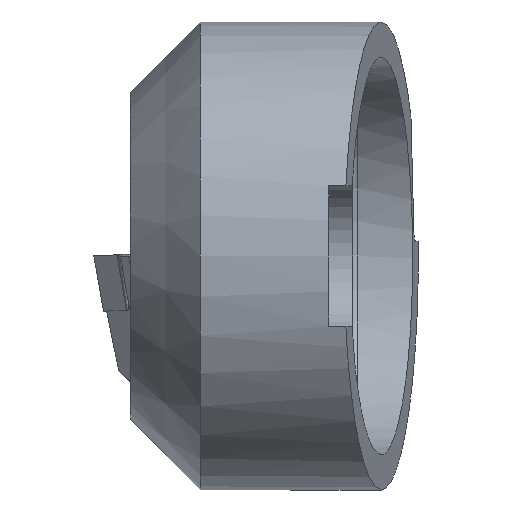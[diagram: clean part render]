
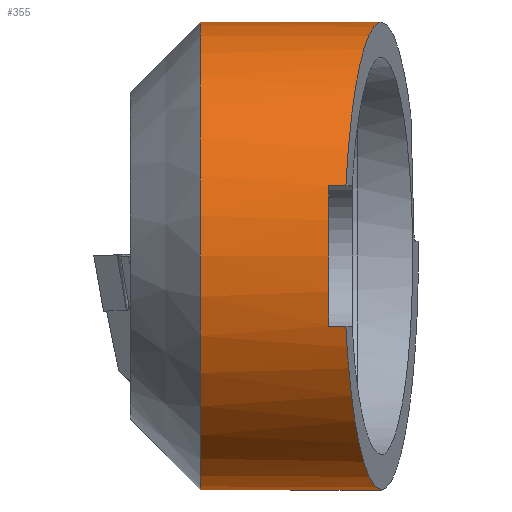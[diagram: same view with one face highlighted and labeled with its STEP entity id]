
A CAD part, front view. The second image highlights one B-rep face of the part: STEP entity #355.
In plain terms, the highlighted cylindrical face has radius 10 mm (diameter 20 mm), a partial arc.
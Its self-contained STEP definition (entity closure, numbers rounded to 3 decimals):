
#164 = AXIS2_PLACEMENT_3D ( 'NONE', #3262, #3271, #3277 ) ;
#181 = VERTEX_POINT ( 'NONE', #1634 ) ;
#186 = AXIS2_PLACEMENT_3D ( 'NONE', #3867, #3800, #3763 ) ;
#230 =( BOUNDED_CURVE ( )  B_SPLINE_CURVE ( 3, ( #3670, #3641, #3616, #3704 ),
 .UNSPECIFIED., .F., .F. ) 
 B_SPLINE_CURVE_WITH_KNOTS ( ( 4, 4 ),
 ( 3.446, 4.712 ),
 .UNSPECIFIED. ) 
 CURVE ( )  GEOMETRIC_REPRESENTATION_ITEM ( )  RATIONAL_B_SPLINE_CURVE ( ( 1., 0.871, 0.871, 1. ) ) 
 REPRESENTATION_ITEM ( '' )  );
#355 = ADVANCED_FACE ( 'NONE', ( #948 ), #824, .T. ) ;
#383 = DIRECTION ( 'NONE',  ( -1., 0., 0. ) ) ;
#407 = AXIS2_PLACEMENT_3D ( 'NONE', #2694, #2724, #2738 ) ;
#408 = EDGE_CURVE ( 'NONE', #2666, #4042, #582, .T. ) ;
#582 = CIRCLE ( 'NONE', #164, 10. ) ;
#674 = EDGE_CURVE ( 'NONE', #2666, #4439, #4576, .T. ) ;
#757 = VERTEX_POINT ( 'NONE', #3162 ) ;
#824 = CYLINDRICAL_SURFACE ( 'NONE', #407, 10. ) ;
#849 = DIRECTION ( 'NONE',  ( 1., 0., 0. ) ) ;
#938 = EDGE_CURVE ( 'NONE', #4439, #2140, #230, .T. ) ;
#948 = FACE_OUTER_BOUND ( 'NONE', #4736, .T. ) ;
#1381 = VECTOR ( 'NONE', #3434, 1000. ) ;
#1399 = CARTESIAN_POINT ( 'NONE',  ( -11., -9.539, 3. ) ) ;
#1436 = LINE ( 'NONE', #3469, #1381 ) ;
#1476 = CARTESIAN_POINT ( 'NONE',  ( 1.234, 0., 10. ) ) ;
#1526 =( BOUNDED_CURVE ( )  B_SPLINE_CURVE ( 3, ( #2278, #2304, #2264, #2256 ),
 .UNSPECIFIED., .F., .F. ) 
 B_SPLINE_CURVE_WITH_KNOTS ( ( 4, 4 ),
 ( 1.571, 2.837 ),
 .UNSPECIFIED. ) 
 CURVE ( )  GEOMETRIC_REPRESENTATION_ITEM ( )  RATIONAL_B_SPLINE_CURVE ( ( 1., 0.871, 0.871, 1. ) ) 
 REPRESENTATION_ITEM ( '' )  );
#1634 = CARTESIAN_POINT ( 'NONE',  ( -6.5, 0., -10. ) ) ;
#1811 = VECTOR ( 'NONE', #2889, 1000. ) ;
#1813 = LINE ( 'NONE', #2908, #1811 ) ;
#1855 = ORIENTED_EDGE ( 'NONE', *, *, #4383, .T. ) ;
#2140 = VERTEX_POINT ( 'NONE', #1476 ) ;
#2256 = CARTESIAN_POINT ( 'NONE',  ( -0.277, -9.539, -3. ) ) ;
#2264 = CARTESIAN_POINT ( 'NONE',  ( -0.062, -8.181, -7.321 ) ) ;
#2278 = CARTESIAN_POINT ( 'NONE',  ( 1.234, 0., -10. ) ) ;
#2304 = CARTESIAN_POINT ( 'NONE',  ( 0.516, -4.529, -10. ) ) ;
#2455 = CARTESIAN_POINT ( 'NONE',  ( -0.277, -9.539, 3. ) ) ;
#2666 = VERTEX_POINT ( 'NONE', #3504 ) ;
#2672 = ORIENTED_EDGE ( 'NONE', *, *, #408, .F. ) ;
#2694 = CARTESIAN_POINT ( 'NONE',  ( -11., 0., 0. ) ) ;
#2724 = DIRECTION ( 'NONE',  ( 1., 0., 0. ) ) ;
#2738 = DIRECTION ( 'NONE',  ( 0., 0., -1. ) ) ;
#2861 = ORIENTED_EDGE ( 'NONE', *, *, #674, .T. ) ;
#2877 = ORIENTED_EDGE ( 'NONE', *, *, #938, .T. ) ;
#2889 = DIRECTION ( 'NONE',  ( 1., 0., 0. ) ) ;
#2908 = CARTESIAN_POINT ( 'NONE',  ( -11., 0., -10. ) ) ;
#2994 = VERTEX_POINT ( 'NONE', #3969 ) ;
#3162 = CARTESIAN_POINT ( 'NONE',  ( 1.234, 0., -10. ) ) ;
#3190 = EDGE_CURVE ( 'NONE', #4124, #2140, #1436, .T. ) ;
#3262 = CARTESIAN_POINT ( 'NONE',  ( -1., 0., 0. ) ) ;
#3271 = DIRECTION ( 'NONE',  ( 1., 0., 0. ) ) ;
#3277 = DIRECTION ( 'NONE',  ( 0., 0., -1. ) ) ;
#3434 = DIRECTION ( 'NONE',  ( 1., 0., 0. ) ) ;
#3469 = CARTESIAN_POINT ( 'NONE',  ( -11., 0., 10. ) ) ;
#3504 = CARTESIAN_POINT ( 'NONE',  ( -1., -9.539, 3. ) ) ;
#3596 = CARTESIAN_POINT ( 'NONE',  ( -11., -9.539, -3. ) ) ;
#3616 = CARTESIAN_POINT ( 'NONE',  ( 0.516, -4.529, 10. ) ) ;
#3641 = CARTESIAN_POINT ( 'NONE',  ( -0.062, -8.181, 7.321 ) ) ;
#3670 = CARTESIAN_POINT ( 'NONE',  ( -0.277, -9.539, 3. ) ) ;
#3704 = CARTESIAN_POINT ( 'NONE',  ( 1.234, 0., 10. ) ) ;
#3763 = DIRECTION ( 'NONE',  ( 0., -1., 0. ) ) ;
#3800 = DIRECTION ( 'NONE',  ( -1., 0., 0. ) ) ;
#3814 = ORIENTED_EDGE ( 'NONE', *, *, #3190, .F. ) ;
#3823 = EDGE_CURVE ( 'NONE', #181, #4124, #4271, .T. ) ;
#3867 = CARTESIAN_POINT ( 'NONE',  ( -6.5, 0., 0. ) ) ;
#3969 = CARTESIAN_POINT ( 'NONE',  ( -0.277, -9.539, -3. ) ) ;
#3999 = ORIENTED_EDGE ( 'NONE', *, *, #3823, .F. ) ;
#4042 = VERTEX_POINT ( 'NONE', #4684 ) ;
#4124 = VERTEX_POINT ( 'NONE', #4203 ) ;
#4203 = CARTESIAN_POINT ( 'NONE',  ( -6.5, 0., 10. ) ) ;
#4271 = CIRCLE ( 'NONE', #186, 10. ) ;
#4311 = ORIENTED_EDGE ( 'NONE', *, *, #4794, .T. ) ;
#4321 = VECTOR ( 'NONE', #383, 1000. ) ;
#4383 = EDGE_CURVE ( 'NONE', #181, #757, #1813, .T. ) ;
#4403 = ORIENTED_EDGE ( 'NONE', *, *, #4453, .T. ) ;
#4406 = LINE ( 'NONE', #3596, #4321 ) ;
#4422 = VECTOR ( 'NONE', #849, 1000. ) ;
#4439 = VERTEX_POINT ( 'NONE', #2455 ) ;
#4453 = EDGE_CURVE ( 'NONE', #757, #2994, #1526, .T. ) ;
#4576 = LINE ( 'NONE', #1399, #4422 ) ;
#4684 = CARTESIAN_POINT ( 'NONE',  ( -1., -9.539, -3. ) ) ;
#4736 = EDGE_LOOP ( 'NONE', ( #3814, #3999, #1855, #4403, #4311, #2672, #2861, #2877 ) ) ;
#4794 = EDGE_CURVE ( 'NONE', #2994, #4042, #4406, .T. ) ;
